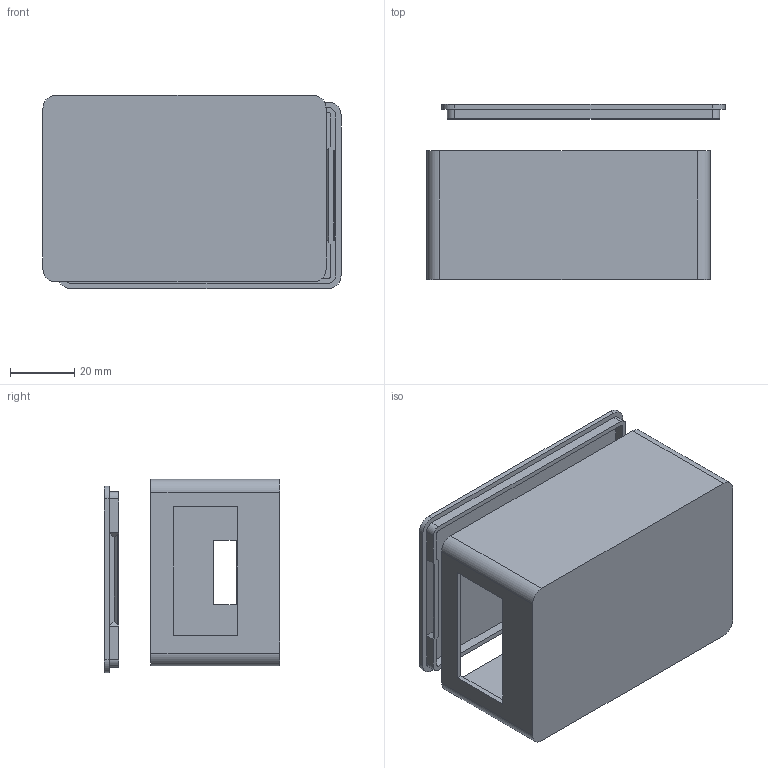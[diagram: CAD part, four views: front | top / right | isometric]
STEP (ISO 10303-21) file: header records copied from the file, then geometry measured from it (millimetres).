
FILE_DESCRIPTION(/* description */ (''),/* implementation_level */ '2;1');
FILE_NAME(/* name */ 'Case_v3.step',/* time_stamp */ '2025-06-16T11:31:52+03:00',/* author */ (''),/* organization */ (''),/* preprocessor_version */ 'ST-DEVELOPER v20.1',/* originating_system */ 'Autodesk Translation Framework v14.10.0.0',/* authorisation */ '');
FILE_SCHEMA (('AUTOMOTIVE_DESIGN { 1 0 10303 214 3 1 1 }'));
Length unit declared in the file: millimetre
Products named in the file (4): Case; Enclosure; Case_1; Top Cover
Assembly tree (3 placements, depth 3):
  Case
    Enclosure
      Case_1
      Top Cover
Bounding box: 92.66 x 54.46 x 60.09 mm (x, y, z)
Volume: 31378.4 mm3; surface area: 43255.5 mm2
Topology: 2 solids, 2 shells, 525 faces, 1456 edges, 968 vertices
Faces by surface type: bspline 267, plane 238, cylinder 20
Entity records: 19229 total; most frequent: CARTESIAN_POINT 7495, ORIENTED_EDGE 2912, DIRECTION 1492, EDGE_CURVE 1456, VERTEX_POINT 968, LINE 882, VECTOR 882, EDGE_LOOP 562
